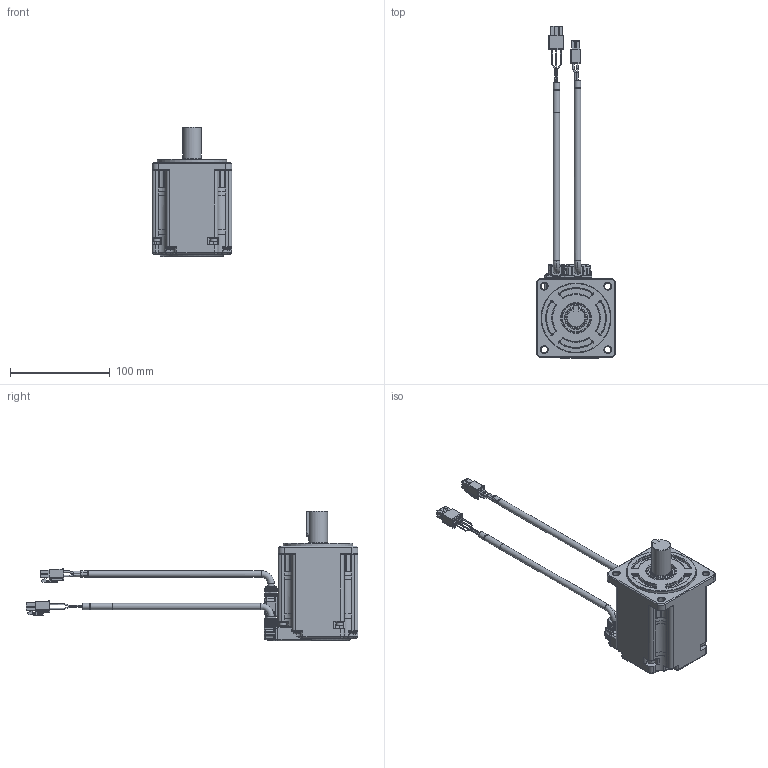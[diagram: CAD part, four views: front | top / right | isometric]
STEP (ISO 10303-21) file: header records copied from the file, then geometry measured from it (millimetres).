
FILE_DESCRIPTION( ('This file contains a STEP AP42 implementation' ,'as created by ZW3D STEP Interface translator.') ,'2;1' );
FILE_NAME( 'X2MH075A-N2LA.stp' ,'22 521.14 058', (''), ('ZWCAD Software Co.'), 'Version 1.0', 'ZW3D to STEP translator', '' );
FILE_SCHEMA(('CONFIG_CONTROL_DESIGN'));
Length unit declared in the file: millimetre
Products named in the file (1): 0
Bounding box: 80 x 332.95 x 130.1 mm (x, y, z)
Volume: 579731.2 mm3; surface area: 63232.7 mm2
Topology: 1 solids, 1 shells, 1993 faces, 5220 edges, 3302 vertices
Faces by surface type: plane 1057, cylinder 597, torus 122, bspline 90, sphere 65, cone 62
Full cylindrical faces by diameter (mm): 0.98 x18, 1.76 x12, 2.6 x10, 3.5 x8, 4 x4, 4.8 x4, 5.5 x4, 5.8 x1, 6 x4, 6.2 x1, 6.3 x2, 6.5 x7, 7 x4, 8 x4, 9.4 x1, 9.8 x1, 18.8 x1, 19 x1, 19.7 x1, 22 x2, 27.5 x1, 30 x1, 70 x1
Entity records: 69555 total; most frequent: CARTESIAN_POINT 21274, ORIENTED_EDGE 10382, DIRECTION 9697, EDGE_CURVE 5191, AXIS2_PLACEMENT_3D 3312, VERTEX_POINT 3302, VECTOR 3073, LINE 3073
